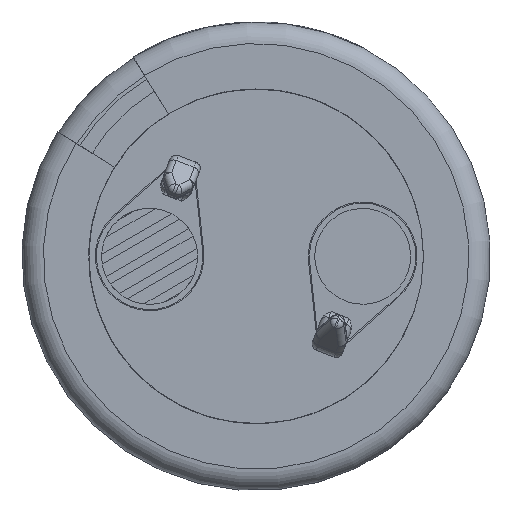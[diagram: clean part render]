
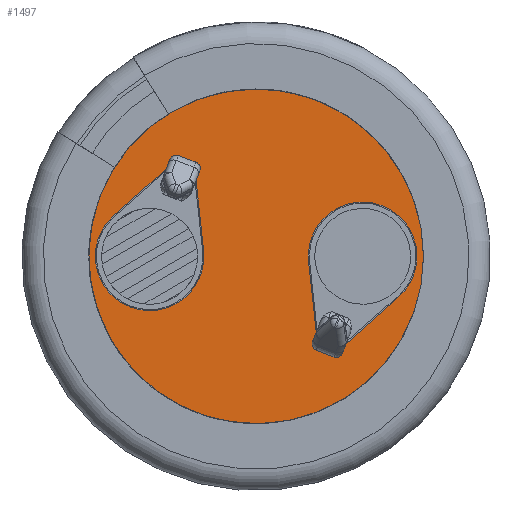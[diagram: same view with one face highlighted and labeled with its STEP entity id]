
A CAD part, front view. The second image highlights one B-rep face of the part: STEP entity #1497.
In plain terms, the highlighted planar face has unit normal (0, -1, 0).
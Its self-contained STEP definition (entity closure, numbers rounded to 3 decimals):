
#1497 = ADVANCED_FACE( '', ( #3242, #3243, #3244 ), #3245, .T. );
#3242 = FACE_OUTER_BOUND( '', #6810, .T. );
#3243 = FACE_BOUND( '', #6811, .T. );
#3244 = FACE_BOUND( '', #6812, .T. );
#3245 = PLANE( '', #6813 );
#6810 = EDGE_LOOP( '', ( #11467 ) );
#6811 = EDGE_LOOP( '', ( #11468, #11469, #11470, #11471 ) );
#6812 = EDGE_LOOP( '', ( #11472, #11473, #11474, #11475 ) );
#6813 = AXIS2_PLACEMENT_3D( '', #11476, #11477, #11478 );
#11467 = ORIENTED_EDGE( '', *, *, #14555, .T. );
#11468 = ORIENTED_EDGE( '', *, *, #14514, .F. );
#11469 = ORIENTED_EDGE( '', *, *, #13159, .F. );
#11470 = ORIENTED_EDGE( '', *, *, #12790, .F. );
#11471 = ORIENTED_EDGE( '', *, *, #13306, .F. );
#11472 = ORIENTED_EDGE( '', *, *, #13149, .T. );
#11473 = ORIENTED_EDGE( '', *, *, #13688, .T. );
#11474 = ORIENTED_EDGE( '', *, *, #13808, .T. );
#11475 = ORIENTED_EDGE( '', *, *, #14556, .T. );
#11476 = CARTESIAN_POINT( '', ( 0., 0., 0. ) );
#11477 = DIRECTION( '', ( 0., -1., 0. ) );
#11478 = DIRECTION( '', ( 0., 0., -1. ) );
#12790 = EDGE_CURVE( '', #14879, #14880, #14881, .T. );
#13149 = EDGE_CURVE( '', #15511, #15512, #15513, .T. );
#13159 = EDGE_CURVE( '', #14880, #15528, #15529, .T. );
#13306 = EDGE_CURVE( '', #15770, #14879, #15771, .T. );
#13688 = EDGE_CURVE( '', #15512, #16383, #16384, .T. );
#13808 = EDGE_CURVE( '', #16383, #16566, #16567, .T. );
#14514 = EDGE_CURVE( '', #15528, #15770, #17516, .T. );
#14555 = EDGE_CURVE( '', #17563, #17563, #17564, .T. );
#14556 = EDGE_CURVE( '', #16566, #15511, #17565, .T. );
#14879 = VERTEX_POINT( '', #17978 );
#14880 = VERTEX_POINT( '', #17979 );
#14881 = LINE( '', #17980, #17981 );
#15511 = VERTEX_POINT( '', #19265 );
#15512 = VERTEX_POINT( '', #19266 );
#15513 = LINE( '', #19267, #19268 );
#15528 = VERTEX_POINT( '', #19287 );
#15529 = LINE( '', #19288, #19289 );
#15770 = VERTEX_POINT( '', #19825 );
#15771 = CIRCLE( '', #19826, 2.55 );
#16383 = VERTEX_POINT( '', #21258 );
#16384 = LINE( '', #21259, #21260 );
#16566 = VERTEX_POINT( '', #21653 );
#16567 = LINE( '', #21654, #21655 );
#17516 = LINE( '', #24028, #24029 );
#17563 = VERTEX_POINT( '', #24105 );
#17564 = CIRCLE( '', #24106, 9.114 );
#17565 = CIRCLE( '', #24107, 2.55 );
#17978 = CARTESIAN_POINT( '', ( -2.465, 0., 0.274 ) );
#17979 = CARTESIAN_POINT( '', ( -2.814, 0., 3.497 ) );
#17980 = CARTESIAN_POINT( '', ( -2.465, 0., 0.274 ) );
#17981 = VECTOR( '', #24590, 1000. );
#19265 = CARTESIAN_POINT( '', ( 6.694, 0., -1.906 ) );
#19266 = CARTESIAN_POINT( '', ( 4.27, 0., -4.059 ) );
#19267 = CARTESIAN_POINT( '', ( 6.694, 0., -1.906 ) );
#19268 = VECTOR( '', #24761, 1000. );
#19287 = CARTESIAN_POINT( '', ( -4.27, 0., 4.059 ) );
#19288 = CARTESIAN_POINT( '', ( -2.814, 0., 3.497 ) );
#19289 = VECTOR( '', #24775, 1000. );
#19825 = CARTESIAN_POINT( '', ( -6.694, 0., 1.906 ) );
#19826 = AXIS2_PLACEMENT_3D( '', #24827, #24828, #24829 );
#21258 = CARTESIAN_POINT( '', ( 2.814, 0., -3.497 ) );
#21259 = CARTESIAN_POINT( '', ( 4.27, 0., -4.059 ) );
#21260 = VECTOR( '', #25065, 1000. );
#21653 = CARTESIAN_POINT( '', ( 2.465, 0., -0.274 ) );
#21654 = CARTESIAN_POINT( '', ( 2.814, 0., -3.497 ) );
#21655 = VECTOR( '', #25105, 1000. );
#24028 = CARTESIAN_POINT( '', ( -4.27, 0., 4.059 ) );
#24029 = VECTOR( '', #25295, 1000. );
#24105 = CARTESIAN_POINT( '', ( 0., 0., -9.114 ) );
#24106 = AXIS2_PLACEMENT_3D( '', #25315, #25316, #25317 );
#24107 = AXIS2_PLACEMENT_3D( '', #25318, #25319, #25320 );
#24590 = DIRECTION( '', ( -0.108, 0., 0.994 ) );
#24761 = DIRECTION( '', ( -0.748, 0., -0.664 ) );
#24775 = DIRECTION( '', ( -0.933, 0., 0.36 ) );
#24827 = CARTESIAN_POINT( '', ( -5., 0., 0. ) );
#24828 = DIRECTION( '', ( 0., -1., 0. ) );
#24829 = DIRECTION( '', ( 0., 0., 1. ) );
#25065 = DIRECTION( '', ( -0.933, 0., 0.36 ) );
#25105 = DIRECTION( '', ( -0.108, 0., 0.994 ) );
#25295 = DIRECTION( '', ( -0.748, 0., -0.664 ) );
#25315 = CARTESIAN_POINT( '', ( 0., 0., 0. ) );
#25316 = DIRECTION( '', ( 0., -1., 0. ) );
#25317 = DIRECTION( '', ( 0., 0., -1. ) );
#25318 = CARTESIAN_POINT( '', ( 5., 0., 0. ) );
#25319 = DIRECTION( '', ( 0., 1., 0. ) );
#25320 = DIRECTION( '', ( 0., 0., -1. ) );
